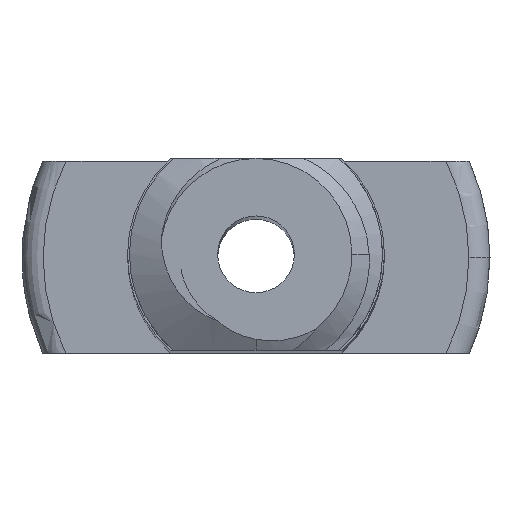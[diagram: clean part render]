
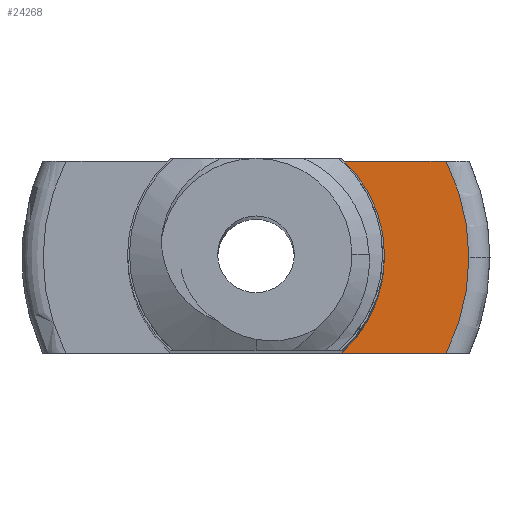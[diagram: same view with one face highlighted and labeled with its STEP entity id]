
A CAD part, top view. The second image highlights one B-rep face of the part: STEP entity #24268.
In plain terms, the highlighted planar face has unit normal (0, 0, 1).
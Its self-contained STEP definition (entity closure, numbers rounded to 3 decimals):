
#5647 = PLANE('',#5648);
#5648 = AXIS2_PLACEMENT_3D('',#5649,#5650,#5651);
#5649 = CARTESIAN_POINT('',(-12.5,-2.5,200.));
#5650 = DIRECTION('',(0.,1.,0.));
#5651 = DIRECTION('',(-1.,0.,0.));
#6436 = PLANE('',#6437);
#6437 = AXIS2_PLACEMENT_3D('',#6438,#6439,#6440);
#6438 = CARTESIAN_POINT('',(-12.5,2.5,200.));
#6439 = DIRECTION('',(0.,-1.,0.));
#6440 = DIRECTION('',(1.,0.,0.));
#8706 = VERTEX_POINT('',#8707);
#8707 = CARTESIAN_POINT('',(4.955,-2.5,0.));
#8759 = TOROIDAL_SURFACE('',#8760,5.55,0.55);
#8760 = AXIS2_PLACEMENT_3D('',#8761,#8762,#8763);
#8761 = CARTESIAN_POINT('',(0.,0.,-0.55)
  );
#8762 = DIRECTION('',(0.,0.,1.));
#8763 = DIRECTION('',(1.,0.,0.));
#8790 = EDGE_CURVE('',#8791,#8706,#8793,.T.);
#8791 = VERTEX_POINT('',#8792);
#8792 = CARTESIAN_POINT('',(2.23,-2.5,0.));
#8793 = SURFACE_CURVE('',#8794,(#8798,#8805),.PCURVE_S1.);
#8794 = LINE('',#8795,#8796);
#8795 = CARTESIAN_POINT('',(-6.25,-2.5,0.));
#8796 = VECTOR('',#8797,1.);
#8797 = DIRECTION('',(1.,0.,0.));
#8798 = PCURVE('',#5647,#8799);
#8799 = DEFINITIONAL_REPRESENTATION('',(#8800),#8804);
#8800 = LINE('',#8801,#8802);
#8801 = CARTESIAN_POINT('',(-6.25,-200.));
#8802 = VECTOR('',#8803,1.);
#8803 = DIRECTION('',(-1.,0.));
#8804 = ( GEOMETRIC_REPRESENTATION_CONTEXT(2) 
PARAMETRIC_REPRESENTATION_CONTEXT() REPRESENTATION_CONTEXT('2D SPACE',''
  ) );
#8805 = PCURVE('',#8806,#8811);
#8806 = PLANE('',#8807);
#8807 = AXIS2_PLACEMENT_3D('',#8808,#8809,#8810);
#8808 = CARTESIAN_POINT('',(0.,0.,
    0.));
#8809 = DIRECTION('',(0.,0.,-1.));
#8810 = DIRECTION('',(1.,0.,0.));
#8811 = DEFINITIONAL_REPRESENTATION('',(#8812),#8816);
#8812 = LINE('',#8813,#8814);
#8813 = CARTESIAN_POINT('',(-6.25,2.5));
#8814 = VECTOR('',#8815,1.);
#8815 = DIRECTION('',(1.,0.));
#8816 = ( GEOMETRIC_REPRESENTATION_CONTEXT(2) 
PARAMETRIC_REPRESENTATION_CONTEXT() REPRESENTATION_CONTEXT('2D SPACE',''
  ) );
#8834 = CYLINDRICAL_SURFACE('',#8835,3.35);
#8835 = AXIS2_PLACEMENT_3D('',#8836,#8837,#8838);
#8836 = CARTESIAN_POINT('',(0.,0.,
    39.225));
#8837 = DIRECTION('',(0.,0.,-1.));
#8838 = DIRECTION('',(1.,0.,0.));
#21732 = TOROIDAL_SURFACE('',#21733,5.55,0.55);
#21733 = AXIS2_PLACEMENT_3D('',#21734,#21735,#21736);
#21734 = CARTESIAN_POINT('',(0.,0.,-0.55
    ));
#21735 = DIRECTION('',(0.,0.,1.));
#21736 = DIRECTION('',(1.,0.,0.));
#23273 = VERTEX_POINT('',#23274);
#23274 = CARTESIAN_POINT('',(4.955,2.5,0.));
#23352 = EDGE_CURVE('',#23353,#23273,#23355,.T.);
#23353 = VERTEX_POINT('',#23354);
#23354 = CARTESIAN_POINT('',(2.23,2.5,0.));
#23355 = SURFACE_CURVE('',#23356,(#23360,#23367),.PCURVE_S1.);
#23356 = LINE('',#23357,#23358);
#23357 = CARTESIAN_POINT('',(-6.25,2.5,0.));
#23358 = VECTOR('',#23359,1.);
#23359 = DIRECTION('',(1.,0.,0.));
#23360 = PCURVE('',#6436,#23361);
#23361 = DEFINITIONAL_REPRESENTATION('',(#23362),#23366);
#23362 = LINE('',#23363,#23364);
#23363 = CARTESIAN_POINT('',(6.25,-200.));
#23364 = VECTOR('',#23365,1.);
#23365 = DIRECTION('',(1.,0.));
#23366 = ( GEOMETRIC_REPRESENTATION_CONTEXT(2) 
PARAMETRIC_REPRESENTATION_CONTEXT() REPRESENTATION_CONTEXT('2D SPACE',''
  ) );
#23367 = PCURVE('',#8806,#23368);
#23368 = DEFINITIONAL_REPRESENTATION('',(#23369),#23373);
#23369 = LINE('',#23370,#23371);
#23370 = CARTESIAN_POINT('',(-6.25,-2.5));
#23371 = VECTOR('',#23372,1.);
#23372 = DIRECTION('',(1.,0.));
#23373 = ( GEOMETRIC_REPRESENTATION_CONTEXT(2) 
PARAMETRIC_REPRESENTATION_CONTEXT() REPRESENTATION_CONTEXT('2D SPACE',''
  ) );
#23389 = CYLINDRICAL_SURFACE('',#23390,3.35);
#23390 = AXIS2_PLACEMENT_3D('',#23391,#23392,#23393);
#23391 = CARTESIAN_POINT('',(0.,0.,
    39.225));
#23392 = DIRECTION('',(0.,0.,-1.));
#23393 = DIRECTION('',(1.,0.,0.));
#24195 = VERTEX_POINT('',#24196);
#24196 = CARTESIAN_POINT('',(3.35,0.,0.
    ));
#24219 = EDGE_CURVE('',#24195,#8791,#24220,.T.);
#24220 = SURFACE_CURVE('',#24221,(#24226,#24233),.PCURVE_S1.);
#24221 = CIRCLE('',#24222,3.35);
#24222 = AXIS2_PLACEMENT_3D('',#24223,#24224,#24225);
#24223 = CARTESIAN_POINT('',(0.,0.,
    0.));
#24224 = DIRECTION('',(0.,0.,-1.));
#24225 = DIRECTION('',(1.,0.,0.));
#24226 = PCURVE('',#8834,#24227);
#24227 = DEFINITIONAL_REPRESENTATION('',(#24228),#24232);
#24228 = LINE('',#24229,#24230);
#24229 = CARTESIAN_POINT('',(0.,39.225));
#24230 = VECTOR('',#24231,1.);
#24231 = DIRECTION('',(1.,0.));
#24232 = ( GEOMETRIC_REPRESENTATION_CONTEXT(2) 
PARAMETRIC_REPRESENTATION_CONTEXT() REPRESENTATION_CONTEXT('2D SPACE',''
  ) );
#24233 = PCURVE('',#8806,#24234);
#24234 = DEFINITIONAL_REPRESENTATION('',(#24235),#24239);
#24235 = CIRCLE('',#24236,3.35);
#24236 = AXIS2_PLACEMENT_2D('',#24237,#24238);
#24237 = CARTESIAN_POINT('',(0.,0.));
#24238 = DIRECTION('',(1.,0.));
#24239 = ( GEOMETRIC_REPRESENTATION_CONTEXT(2) 
PARAMETRIC_REPRESENTATION_CONTEXT() REPRESENTATION_CONTEXT('2D SPACE',''
  ) );
#24268 = ADVANCED_FACE('',(#24269),#8806,.F.);
#24269 = FACE_BOUND('',#24270,.T.);
#24270 = EDGE_LOOP('',(#24271,#24272,#24294,#24295,#24296,#24320));
#24271 = ORIENTED_EDGE('',*,*,#23352,.F.);
#24272 = ORIENTED_EDGE('',*,*,#24273,.T.);
#24273 = EDGE_CURVE('',#23353,#24195,#24274,.T.);
#24274 = SURFACE_CURVE('',#24275,(#24280,#24287),.PCURVE_S1.);
#24275 = CIRCLE('',#24276,3.35);
#24276 = AXIS2_PLACEMENT_3D('',#24277,#24278,#24279);
#24277 = CARTESIAN_POINT('',(0.,0.,
    0.));
#24278 = DIRECTION('',(0.,0.,-1.));
#24279 = DIRECTION('',(1.,0.,0.));
#24280 = PCURVE('',#8806,#24281);
#24281 = DEFINITIONAL_REPRESENTATION('',(#24282),#24286);
#24282 = CIRCLE('',#24283,3.35);
#24283 = AXIS2_PLACEMENT_2D('',#24284,#24285);
#24284 = CARTESIAN_POINT('',(0.,0.));
#24285 = DIRECTION('',(1.,0.));
#24286 = ( GEOMETRIC_REPRESENTATION_CONTEXT(2) 
PARAMETRIC_REPRESENTATION_CONTEXT() REPRESENTATION_CONTEXT('2D SPACE',''
  ) );
#24287 = PCURVE('',#23389,#24288);
#24288 = DEFINITIONAL_REPRESENTATION('',(#24289),#24293);
#24289 = LINE('',#24290,#24291);
#24290 = CARTESIAN_POINT('',(0.,39.225));
#24291 = VECTOR('',#24292,1.);
#24292 = DIRECTION('',(1.,0.));
#24293 = ( GEOMETRIC_REPRESENTATION_CONTEXT(2) 
PARAMETRIC_REPRESENTATION_CONTEXT() REPRESENTATION_CONTEXT('2D SPACE',''
  ) );
#24294 = ORIENTED_EDGE('',*,*,#24219,.T.);
#24295 = ORIENTED_EDGE('',*,*,#8790,.T.);
#24296 = ORIENTED_EDGE('',*,*,#24297,.F.);
#24297 = EDGE_CURVE('',#24298,#8706,#24300,.T.);
#24298 = VERTEX_POINT('',#24299);
#24299 = CARTESIAN_POINT('',(5.55,0.,0.
    ));
#24300 = SURFACE_CURVE('',#24301,(#24306,#24313),.PCURVE_S1.);
#24301 = CIRCLE('',#24302,5.55);
#24302 = AXIS2_PLACEMENT_3D('',#24303,#24304,#24305);
#24303 = CARTESIAN_POINT('',(0.,0.,
    0.));
#24304 = DIRECTION('',(0.,0.,-1.));
#24305 = DIRECTION('',(1.,0.,0.));
#24306 = PCURVE('',#8806,#24307);
#24307 = DEFINITIONAL_REPRESENTATION('',(#24308),#24312);
#24308 = CIRCLE('',#24309,5.55);
#24309 = AXIS2_PLACEMENT_2D('',#24310,#24311);
#24310 = CARTESIAN_POINT('',(0.,0.));
#24311 = DIRECTION('',(1.,0.));
#24312 = ( GEOMETRIC_REPRESENTATION_CONTEXT(2) 
PARAMETRIC_REPRESENTATION_CONTEXT() REPRESENTATION_CONTEXT('2D SPACE',''
  ) );
#24313 = PCURVE('',#8759,#24314);
#24314 = DEFINITIONAL_REPRESENTATION('',(#24315),#24319);
#24315 = LINE('',#24316,#24317);
#24316 = CARTESIAN_POINT('',(-0.,7.854));
#24317 = VECTOR('',#24318,1.);
#24318 = DIRECTION('',(-1.,0.));
#24319 = ( GEOMETRIC_REPRESENTATION_CONTEXT(2) 
PARAMETRIC_REPRESENTATION_CONTEXT() REPRESENTATION_CONTEXT('2D SPACE',''
  ) );
#24320 = ORIENTED_EDGE('',*,*,#24321,.F.);
#24321 = EDGE_CURVE('',#23273,#24298,#24322,.T.);
#24322 = SURFACE_CURVE('',#24323,(#24328,#24335),.PCURVE_S1.);
#24323 = CIRCLE('',#24324,5.55);
#24324 = AXIS2_PLACEMENT_3D('',#24325,#24326,#24327);
#24325 = CARTESIAN_POINT('',(0.,0.,
    0.));
#24326 = DIRECTION('',(0.,0.,-1.));
#24327 = DIRECTION('',(1.,0.,0.));
#24328 = PCURVE('',#8806,#24329);
#24329 = DEFINITIONAL_REPRESENTATION('',(#24330),#24334);
#24330 = CIRCLE('',#24331,5.55);
#24331 = AXIS2_PLACEMENT_2D('',#24332,#24333);
#24332 = CARTESIAN_POINT('',(0.,0.));
#24333 = DIRECTION('',(1.,0.));
#24334 = ( GEOMETRIC_REPRESENTATION_CONTEXT(2) 
PARAMETRIC_REPRESENTATION_CONTEXT() REPRESENTATION_CONTEXT('2D SPACE',''
  ) );
#24335 = PCURVE('',#21732,#24336);
#24336 = DEFINITIONAL_REPRESENTATION('',(#24337),#24341);
#24337 = LINE('',#24338,#24339);
#24338 = CARTESIAN_POINT('',(-0.,7.854));
#24339 = VECTOR('',#24340,1.);
#24340 = DIRECTION('',(-1.,0.));
#24341 = ( GEOMETRIC_REPRESENTATION_CONTEXT(2) 
PARAMETRIC_REPRESENTATION_CONTEXT() REPRESENTATION_CONTEXT('2D SPACE',''
  ) );
